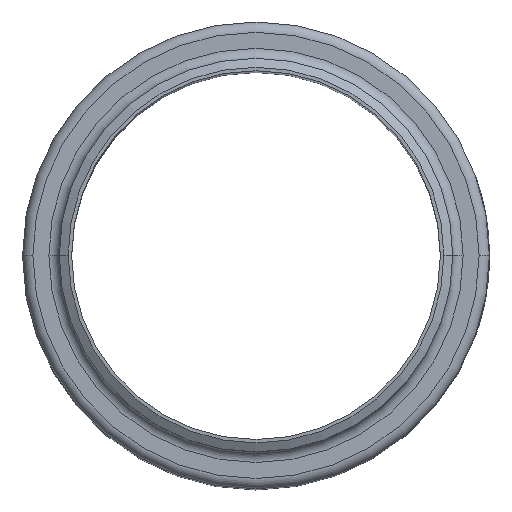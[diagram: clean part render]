
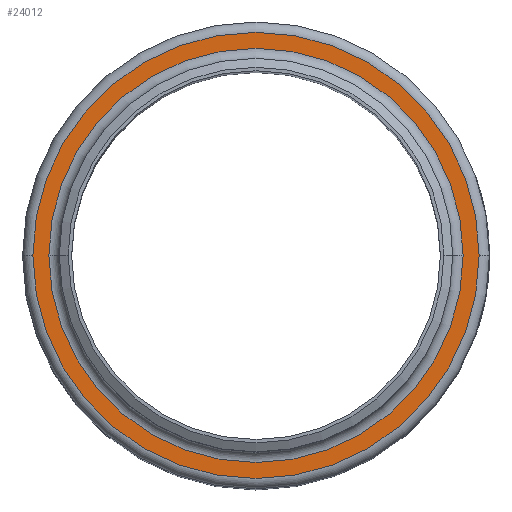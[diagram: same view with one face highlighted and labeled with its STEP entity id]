
A CAD part, top view. The second image highlights one B-rep face of the part: STEP entity #24012.
In plain terms, the highlighted planar face has unit normal (0, 0, 1).
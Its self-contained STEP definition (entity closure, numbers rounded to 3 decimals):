
#113 = VERTEX_POINT ( 'NONE', #20646 ) ;
#774 = EDGE_CURVE ( 'NONE', #22432, #113, #18765, .T. ) ;
#886 = AXIS2_PLACEMENT_3D ( 'NONE', #25856, #25995, #24308 ) ;
#1634 = CARTESIAN_POINT ( 'NONE',  ( 0., 0., -50. ) ) ;
#4263 = CARTESIAN_POINT ( 'NONE',  ( -64.8, 0., -50. ) ) ;
#4545 = EDGE_CURVE ( 'NONE', #21571, #10083, #10307, .T. ) ;
#5007 = CARTESIAN_POINT ( 'NONE',  ( 0., 0., -50. ) ) ;
#6720 = ORIENTED_EDGE ( 'NONE', *, *, #13592, .T. ) ;
#8434 = ORIENTED_EDGE ( 'NONE', *, *, #774, .T. ) ;
#10083 = VERTEX_POINT ( 'NONE', #4263 ) ;
#10307 = CIRCLE ( 'NONE', #25498, 64.8 ) ;
#11986 = EDGE_LOOP ( 'NONE', ( #17351, #8434 ) ) ;
#12417 = AXIS2_PLACEMENT_3D ( 'NONE', #1634, #16346, #14391 ) ;
#12623 = CARTESIAN_POINT ( 'NONE',  ( 60.15, 0., -50. ) ) ;
#13563 = DIRECTION ( 'NONE',  ( 0., 0., 1. ) ) ;
#13592 = EDGE_CURVE ( 'NONE', #10083, #21571, #17338, .T. ) ;
#13699 = AXIS2_PLACEMENT_3D ( 'NONE', #25864, #14834, #17211 ) ;
#14391 = DIRECTION ( 'NONE',  ( -1., 0., 0. ) ) ;
#14541 = EDGE_CURVE ( 'NONE', #113, #22432, #19934, .T. ) ;
#14834 = DIRECTION ( 'NONE',  ( 0., 0., -1. ) ) ;
#15523 = DIRECTION ( 'NONE',  ( -1., 0., 0. ) ) ;
#16346 = DIRECTION ( 'NONE',  ( 0., 0., 1. ) ) ;
#17066 = AXIS2_PLACEMENT_3D ( 'NONE', #26363, #25820, #22177 ) ;
#17211 = DIRECTION ( 'NONE',  ( -1., 0., 0. ) ) ;
#17338 = CIRCLE ( 'NONE', #12417, 64.8 ) ;
#17351 = ORIENTED_EDGE ( 'NONE', *, *, #14541, .T. ) ;
#17845 = PLANE ( 'NONE',  #17066 ) ;
#18765 = CIRCLE ( 'NONE', #886, 60.15 ) ;
#19931 = FACE_BOUND ( 'NONE', #11986, .T. ) ;
#19934 = CIRCLE ( 'NONE', #13699, 60.15 ) ;
#19994 = EDGE_LOOP ( 'NONE', ( #6720, #26325 ) ) ;
#20646 = CARTESIAN_POINT ( 'NONE',  ( -60.15, 0., -50. ) ) ;
#21571 = VERTEX_POINT ( 'NONE', #21836 ) ;
#21836 = CARTESIAN_POINT ( 'NONE',  ( 64.8, 0., -50. ) ) ;
#22177 = DIRECTION ( 'NONE',  ( -1., 0., 0. ) ) ;
#22432 = VERTEX_POINT ( 'NONE', #12623 ) ;
#24012 = ADVANCED_FACE ( 'NONE', ( #19931, #26229 ), #17845, .F. ) ;
#24308 = DIRECTION ( 'NONE',  ( -1., 0., 0. ) ) ;
#25498 = AXIS2_PLACEMENT_3D ( 'NONE', #5007, #13563, #15523 ) ;
#25820 = DIRECTION ( 'NONE',  ( 0., 0., -1. ) ) ;
#25856 = CARTESIAN_POINT ( 'NONE',  ( 0., 0., -50. ) ) ;
#25864 = CARTESIAN_POINT ( 'NONE',  ( 0., 0., -50. ) ) ;
#25995 = DIRECTION ( 'NONE',  ( 0., 0., -1. ) ) ;
#26229 = FACE_OUTER_BOUND ( 'NONE', #19994, .T. ) ;
#26325 = ORIENTED_EDGE ( 'NONE', *, *, #4545, .T. ) ;
#26363 = CARTESIAN_POINT ( 'NONE',  ( 0., 57.15, -50. ) ) ;
